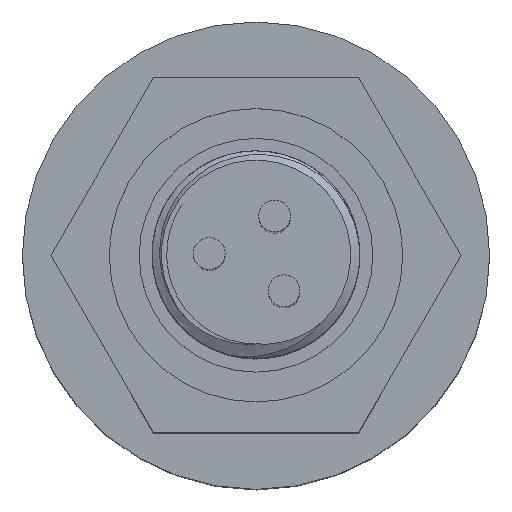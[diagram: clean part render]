
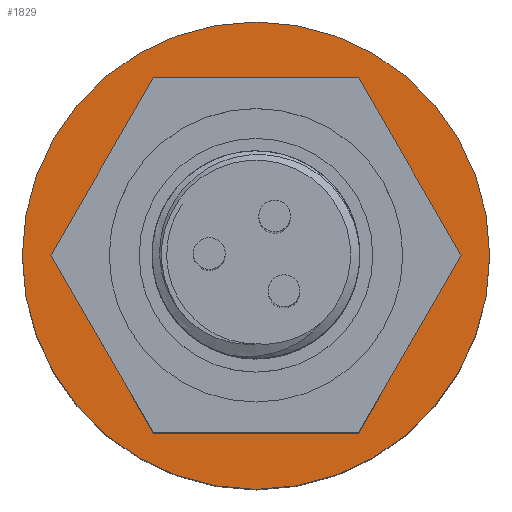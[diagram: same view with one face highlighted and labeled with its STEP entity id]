
A CAD part, top view. The second image highlights one B-rep face of the part: STEP entity #1829.
In plain terms, the highlighted planar face has unit normal (0, 0, 1).
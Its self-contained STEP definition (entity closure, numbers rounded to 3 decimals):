
#43=FACE_BOUND($,#641,.T.);
#44=FACE_BOUND($,#642,.T.);
#337=CIRCLE($,#1903,9.5);
#356=CIRCLE($,#1941,12.5);
#404=PLANE($,#1943);
#641=EDGE_LOOP($,(#1523));
#642=EDGE_LOOP($,(#1524));
#868=VERTEX_POINT($,#5424);
#887=VERTEX_POINT($,#5481);
#1100=EDGE_CURVE($,#868,#868,#337,.T.);
#1119=EDGE_CURVE($,#887,#887,#356,.T.);
#1523=ORIENTED_EDGE($,*,*,#1100,.T.);
#1524=ORIENTED_EDGE($,*,*,#1119,.F.);
#1829=ADVANCED_FACE($,(#43,#44),#404,.F.);
#1903=AXIS2_PLACEMENT_3D($,#5425,#2206,#2207);
#1941=AXIS2_PLACEMENT_3D($,#5482,#2282,#2283);
#1943=AXIS2_PLACEMENT_3D($,#5485,#2286,#2287);
#2206=DIRECTION('center_axis',(0.,0.,-1.));
#2207=DIRECTION('ref_axis',(1.,0.,0.));
#2282=DIRECTION('center_axis',(0.,0.,-1.));
#2283=DIRECTION('ref_axis',(-1.,0.,0.));
#2286=DIRECTION('center_axis',(0.,0.,-1.));
#2287=DIRECTION('ref_axis',(-1.,0.,0.));
#5424=CARTESIAN_POINT('',(-9.5,0.,19.));
#5425=CARTESIAN_POINT('Origin',(0.,0.,19.));
#5481=CARTESIAN_POINT('',(12.5,0.,19.));
#5482=CARTESIAN_POINT('Origin',(0.,0.,19.));
#5485=CARTESIAN_POINT('Origin',(0.,0.,19.));
